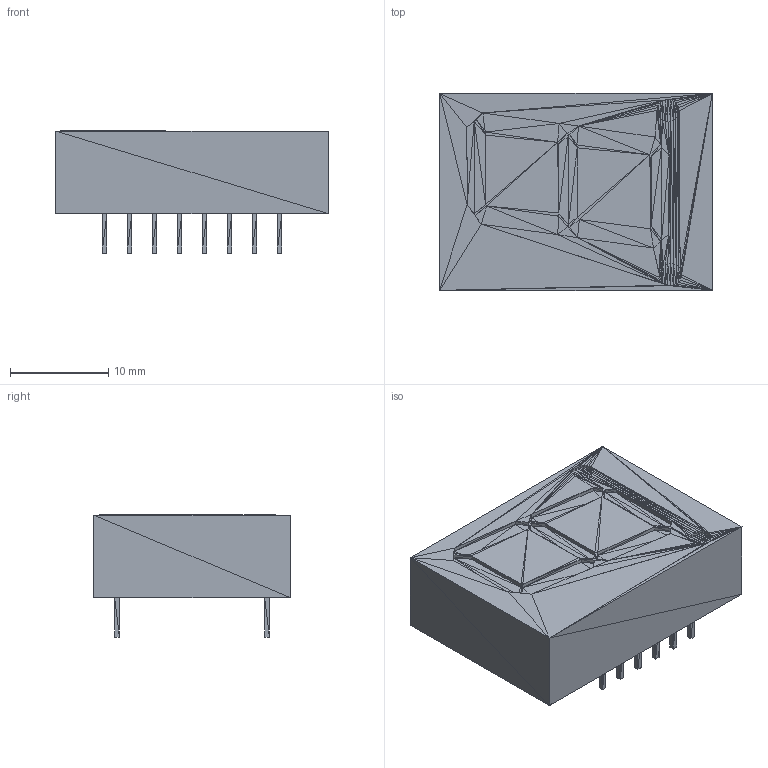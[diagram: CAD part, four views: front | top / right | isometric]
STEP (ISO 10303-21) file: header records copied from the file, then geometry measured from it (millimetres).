
FILE_DESCRIPTION((''),'2;1');
FILE_NAME('Kingbright SC08-11GWA-3', '2025-06-21T17:42:45', (''), (''), 'ImageToStl.com STEP Converter','', '');
FILE_SCHEMA(('AUTOMOTIVE_DESIGN_CC2'));
Length unit declared in the file: metre
Products named in the file (1): product0
Bounding box: 27.7 x 20 x 12.41 mm (x, y, z)
Surface area: 2078.9 mm2 (no closed solid volume)
Topology: 0 solids, 606 shells, 606 faces, 1813 edges, 292 vertices
Faces by surface type: plane 606
Entity records: 13944 total; most frequent: DIRECTION 3032, ORIENTED_EDGE 1818, EDGE_CURVE 1818, LINE 1818, VECTOR 1818, AXIS2_PLACEMENT_3D 607, FACE_SURFACE 606, PLANE 606
